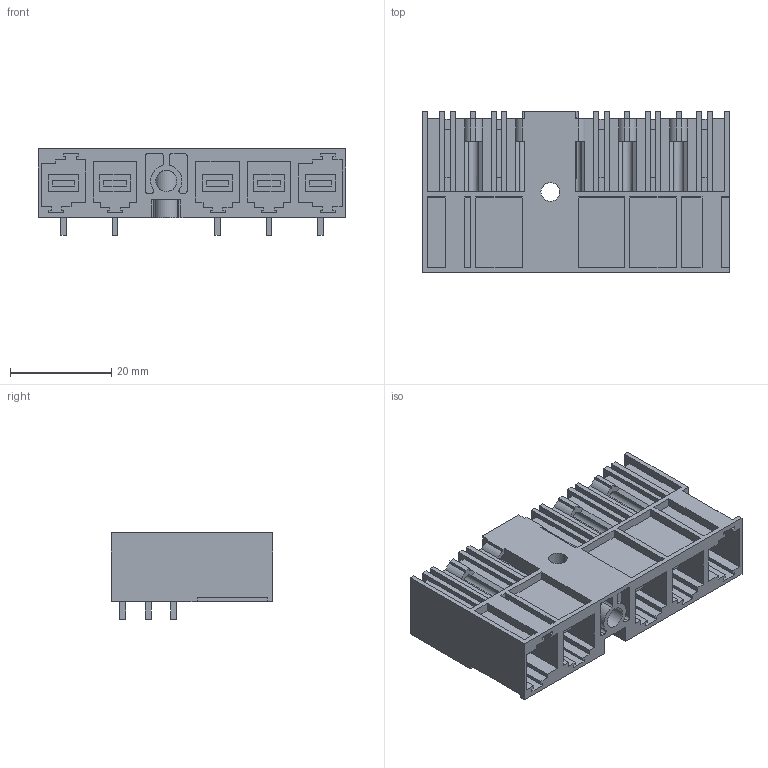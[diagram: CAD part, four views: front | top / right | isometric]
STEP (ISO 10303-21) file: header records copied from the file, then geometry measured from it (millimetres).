
FILE_DESCRIPTION(('CATIA V5 STEP Exchange','CAx-IF Rec.Pracs.--- Model Styling and Organization---1.4--- 2014-01-23'),'2;1');
FILE_NAME ('D1554765_0_2597330000_2597330000.stp','2022-12-14T14:02:41+00:00',('none'),('Weidmueller'),'CATIA Version 5-6 Release 2016 SP3 HF44','CATIA V5 STEP AP214','none');
FILE_SCHEMA(('AUTOMOTIVE_DESIGN { 1 0 10303 214 1 1 1 1 }'));
Length unit declared in the file: millimetre
Products named in the file (1): 2597330000
Bounding box: 60.96 x 32 x 17.1 mm (x, y, z)
Volume: 14295.2 mm3; surface area: 17816.4 mm2
Topology: 6 solids, 6 shells, 661 faces, 1914 edges, 1278 vertices
Faces by surface type: plane 606, cylinder 55
Entity records: 20240 total; most frequent: ORIENTED_EDGE 3828, CARTESIAN_POINT 3759, DIRECTION 2720, EDGE_CURVE 1914, VECTOR 1792, LINE 1792, VERTEX_POINT 1278, EDGE_LOOP 698
